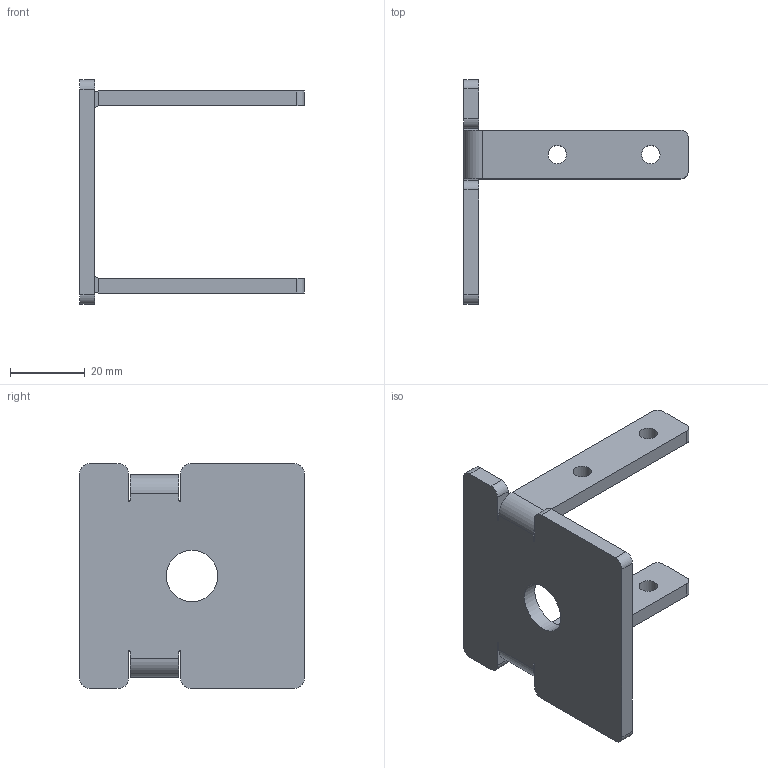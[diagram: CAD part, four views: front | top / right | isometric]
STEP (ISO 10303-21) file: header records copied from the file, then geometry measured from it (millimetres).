
FILE_DESCRIPTION(/* description */ ('ACC.PIEDE 60x60x60 ACCIAIO INOX M16'),/* implementation_level */ '2;1');
FILE_NAME(/* name */ 'DPDAD0000043.stp',/* time_stamp */ '2019-10-28T11:11:11+01:00',/* author */ ('fzagni'),/* organization */ (''),/* preprocessor_version */ 'ST-DEVELOPER v17.2',/* originating_system */ 'Autodesk Inventor 2019',/* authorisation */ '');
FILE_SCHEMA (('AUTOMOTIVE_DESIGN { 1 0 10303 214 3 1 1 }'));
Length unit declared in the file: millimetre
Products named in the file (1): DPDAD0000043
Bounding box: 60 x 60 x 60 mm (x, y, z)
Volume: 18736.7 mm3; surface area: 11845.3 mm2
Topology: 1 solids, 1 shells, 55 faces, 146 edges, 93 vertices
Faces by surface type: plane 30, cylinder 25
Full cylindrical faces by diameter (mm): 4.917 x4, 13.835 x1
Entity records: 1770 total; most frequent: DIRECTION 311, CARTESIAN_POINT 295, ORIENTED_EDGE 292, EDGE_CURVE 146, AXIS2_PLACEMENT_3D 109, LINE 93, VECTOR 93, VERTEX_POINT 93
